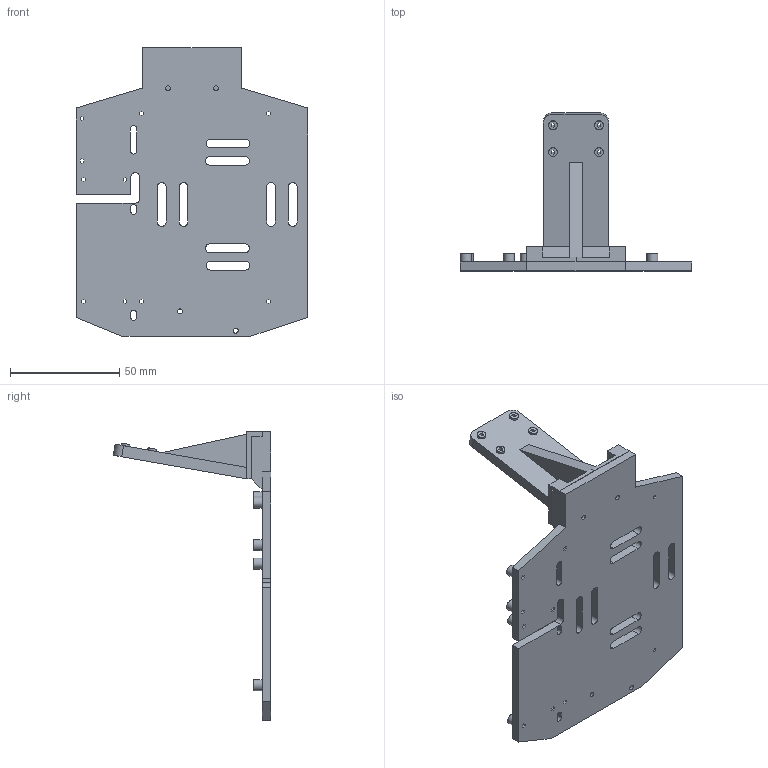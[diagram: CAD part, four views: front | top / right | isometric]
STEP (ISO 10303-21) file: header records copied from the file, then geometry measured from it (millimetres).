
FILE_DESCRIPTION(/* description */ (''),/* implementation_level */ '2;1');
FILE_NAME(/* name */ 'jetracer_latrax_all_parts.step',/* time_stamp */ '2019-08-12T10:32:17-07:00',/* author */ (''),/* organization */ (''),/* preprocessor_version */ 'ST-DEVELOPER v18',/* originating_system */ 'Autodesk Translation Framework v8.2.0.1029',/* authorisation */ '');
FILE_SCHEMA (('AUTOMOTIVE_DESIGN { 1 0 10303 214 3 1 1 }'));
Length unit declared in the file: millimetre
Products named in the file (1): Latrax-Rally_v3
Bounding box: 106 x 72.21 x 132 mm (x, y, z)
Volume: 61669.5 mm3; surface area: 36720.7 mm2
Topology: 2 solids, 2 shells, 275 faces, 747 edges, 492 vertices
Faces by surface type: plane 224, cylinder 51
Full cylindrical faces by diameter (mm): 2.3 x8, 4 x4, 5 x10
Entity records: 8727 total; most frequent: CARTESIAN_POINT 1515, ORIENTED_EDGE 1494, DIRECTION 1401, EDGE_CURVE 747, LINE 645, VECTOR 645, VERTEX_POINT 492, AXIS2_PLACEMENT_3D 378
